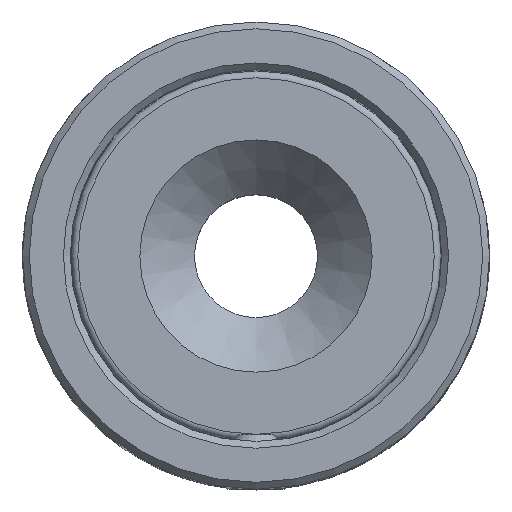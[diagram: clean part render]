
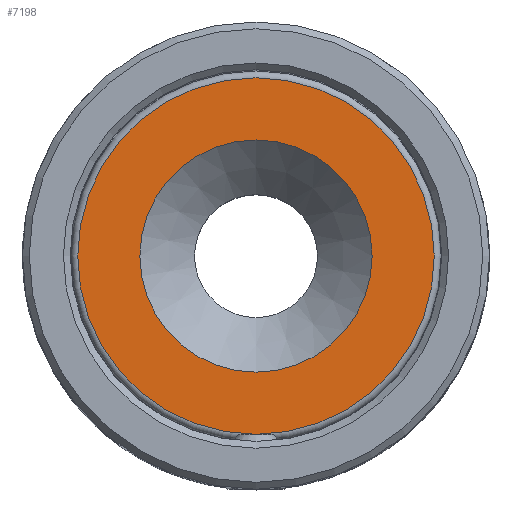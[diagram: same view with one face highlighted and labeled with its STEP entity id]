
A CAD part, top view. The second image highlights one B-rep face of the part: STEP entity #7198.
In plain terms, the highlighted planar face has unit normal (0, 0, 1).
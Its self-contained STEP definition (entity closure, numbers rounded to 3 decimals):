
#224 = AXIS2_PLACEMENT_3D ( 'NONE', #1103, #2381, #12469 ) ;
#466 = CARTESIAN_POINT ( 'NONE',  ( 0., 8.5, 15. ) ) ;
#949 = ORIENTED_EDGE ( 'NONE', *, *, #7009, .T. ) ;
#1103 = CARTESIAN_POINT ( 'NONE',  ( 0., 0., 15. ) ) ;
#1123 = AXIS2_PLACEMENT_3D ( 'NONE', #466, #10328, #15310 ) ;
#1459 = VERTEX_POINT ( 'NONE', #3382 ) ;
#2124 = EDGE_LOOP ( 'NONE', ( #11089 ) ) ;
#2381 = DIRECTION ( 'NONE',  ( 0., 0., -1. ) ) ;
#3382 = CARTESIAN_POINT ( 'NONE',  ( 0., 8.5, 15. ) ) ;
#3566 = EDGE_CURVE ( 'NONE', #5372, #5372, #4885, .T. ) ;
#3706 = DIRECTION ( 'NONE',  ( 0., 1., 0. ) ) ;
#4662 = EDGE_LOOP ( 'NONE', ( #949 ) ) ;
#4885 = CIRCLE ( 'NONE', #12332, 13.05 ) ;
#5372 = VERTEX_POINT ( 'NONE', #15861 ) ;
#6243 = DIRECTION ( 'NONE',  ( 0., 0., -1. ) ) ;
#6691 = PLANE ( 'NONE',  #1123 ) ;
#7009 = EDGE_CURVE ( 'NONE', #1459, #1459, #9102, .T. ) ;
#7198 = ADVANCED_FACE ( 'NONE', ( #15318, #14335 ), #6691, .T. ) ;
#9102 = CIRCLE ( 'NONE', #224, 8.5 ) ;
#10328 = DIRECTION ( 'NONE',  ( 0., 0., 1. ) ) ;
#11089 = ORIENTED_EDGE ( 'NONE', *, *, #3566, .F. ) ;
#12332 = AXIS2_PLACEMENT_3D ( 'NONE', #14757, #6243, #3706 ) ;
#12469 = DIRECTION ( 'NONE',  ( 0., 1., 0. ) ) ;
#14335 = FACE_OUTER_BOUND ( 'NONE', #2124, .T. ) ;
#14757 = CARTESIAN_POINT ( 'NONE',  ( 0., 0., 15. ) ) ;
#15310 = DIRECTION ( 'NONE',  ( 0., -1., 0. ) ) ;
#15318 = FACE_BOUND ( 'NONE', #4662, .T. ) ;
#15861 = CARTESIAN_POINT ( 'NONE',  ( 0., 13.05, 15. ) ) ;
